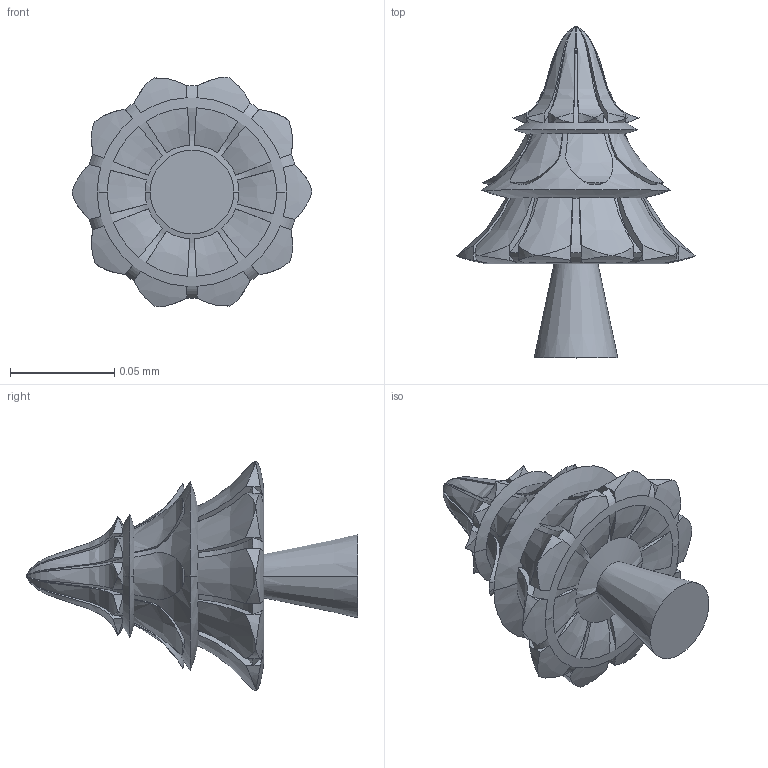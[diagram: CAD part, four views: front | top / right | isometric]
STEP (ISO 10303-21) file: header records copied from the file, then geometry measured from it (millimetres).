
FILE_DESCRIPTION (( 'STEP AP203' ), '1' );
FILE_NAME ('Xmas Tree.STEP', '2020-12-15T09:33:12', ( '' ), ( '' ), 'SwSTEP 2.0', 'SolidWorks 2019', '' );
FILE_SCHEMA (( 'CONFIG_CONTROL_DESIGN' ));
Length unit declared in the file: millimetre
Products named in the file (1): Xmas Tree
Bounding box: 0.11 x 0.16 x 0.11 mm (x, y, z)
Volume: 0 mm3; surface area: 0 mm2
Topology: 1 solids, 1 shells, 255 faces, 641 edges, 386 vertices
Faces by surface type: bspline 138, plane 105, torus 10, cone 2
Entity records: 9379 total; most frequent: CARTESIAN_POINT 4455, ORIENTED_EDGE 1262, DIRECTION 636, EDGE_CURVE 631, B_SPLINE_CURVE_WITH_KNOTS 390, VERTEX_POINT 386, AXIS2_PLACEMENT_3D 277, EDGE_LOOP 263
